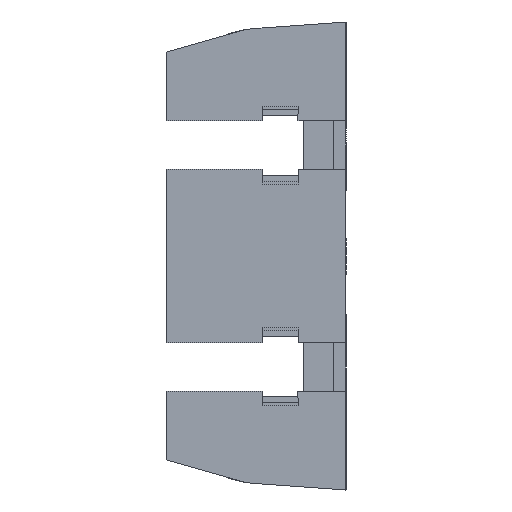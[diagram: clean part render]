
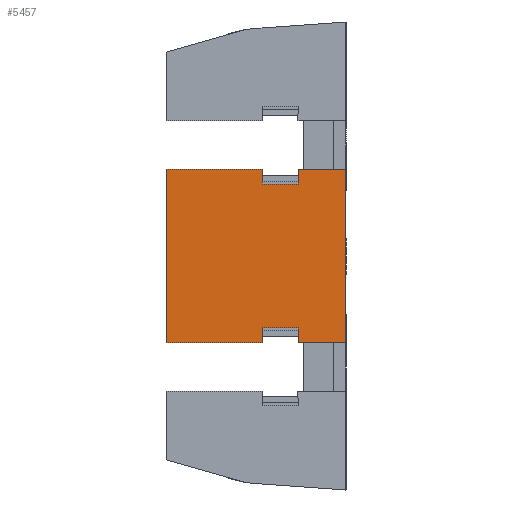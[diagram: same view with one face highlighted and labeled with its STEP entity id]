
A CAD part, left-side view. The second image highlights one B-rep face of the part: STEP entity #5457.
In plain terms, the highlighted planar face has unit normal (-1, 0, 0).
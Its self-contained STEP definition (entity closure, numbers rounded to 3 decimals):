
#20 = VERTEX_POINT ( 'NONE', #936 ) ;
#32 = EDGE_CURVE ( 'NONE', #3748, #4519, #467, .T. ) ;
#55 = ORIENTED_EDGE ( 'NONE', *, *, #1695, .T. ) ;
#59 = DIRECTION ( 'NONE',  ( 0., 0., 1. ) ) ;
#245 = FACE_OUTER_BOUND ( 'NONE', #5558, .T. ) ;
#259 = VERTEX_POINT ( 'NONE', #4495 ) ;
#299 = CARTESIAN_POINT ( 'NONE',  ( -39., 7., 7.249 ) ) ;
#317 = LINE ( 'NONE', #3216, #5181 ) ;
#373 = CARTESIAN_POINT ( 'NONE',  ( -39., 7., 6. ) ) ;
#467 = LINE ( 'NONE', #1816, #5433 ) ;
#477 = VERTEX_POINT ( 'NONE', #2937 ) ;
#486 = AXIS2_PLACEMENT_3D ( 'NONE', #2607, #3469, #1167 ) ;
#503 = LINE ( 'NONE', #5382, #2069 ) ;
#720 = CARTESIAN_POINT ( 'NONE',  ( -39., 15., 7.249 ) ) ;
#754 = VERTEX_POINT ( 'NONE', #299 ) ;
#759 = ORIENTED_EDGE ( 'NONE', *, *, #2180, .T. ) ;
#761 = CARTESIAN_POINT ( 'NONE',  ( -39., 7., -6. ) ) ;
#785 = LINE ( 'NONE', #5098, #3158 ) ;
#789 = CARTESIAN_POINT ( 'NONE',  ( -39., 0., -7.249 ) ) ;
#824 = VECTOR ( 'NONE', #2017, 1000. ) ;
#906 = EDGE_CURVE ( 'NONE', #1525, #259, #1137, .T. ) ;
#936 = CARTESIAN_POINT ( 'NONE',  ( -39., 15., -7.249 ) ) ;
#962 = CARTESIAN_POINT ( 'NONE',  ( -39., 0., -19.5 ) ) ;
#1002 = LINE ( 'NONE', #3275, #3665 ) ;
#1076 = ORIENTED_EDGE ( 'NONE', *, *, #5306, .T. ) ;
#1137 = LINE ( 'NONE', #6050, #3439 ) ;
#1167 = DIRECTION ( 'NONE',  ( 0., 0., -1. ) ) ;
#1237 = EDGE_CURVE ( 'NONE', #259, #754, #1810, .T. ) ;
#1329 = ORIENTED_EDGE ( 'NONE', *, *, #1237, .T. ) ;
#1382 = ORIENTED_EDGE ( 'NONE', *, *, #4865, .T. ) ;
#1410 = DIRECTION ( 'NONE',  ( 0., 0., 1. ) ) ;
#1505 = DIRECTION ( 'NONE',  ( 0., 0., -1. ) ) ;
#1525 = VERTEX_POINT ( 'NONE', #3916 ) ;
#1527 = VERTEX_POINT ( 'NONE', #3847 ) ;
#1618 = EDGE_CURVE ( 'NONE', #754, #2110, #5011, .T. ) ;
#1636 = CARTESIAN_POINT ( 'NONE',  ( -39., 0., 7.249 ) ) ;
#1652 = CARTESIAN_POINT ( 'NONE',  ( -39., 4., -7.249 ) ) ;
#1669 = DIRECTION ( 'NONE',  ( 0., -1., 0. ) ) ;
#1695 = EDGE_CURVE ( 'NONE', #1527, #477, #5947, .T. ) ;
#1781 = DIRECTION ( 'NONE',  ( 0., 1., 0. ) ) ;
#1810 = LINE ( 'NONE', #373, #5499 ) ;
#1816 = CARTESIAN_POINT ( 'NONE',  ( -39., 0., -7.249 ) ) ;
#2017 = DIRECTION ( 'NONE',  ( 0., 0., 1. ) ) ;
#2028 = DIRECTION ( 'NONE',  ( 0., 1., 0. ) ) ;
#2069 = VECTOR ( 'NONE', #1505, 1000. ) ;
#2110 = VERTEX_POINT ( 'NONE', #720 ) ;
#2180 = EDGE_CURVE ( 'NONE', #3280, #3748, #785, .T. ) ;
#2200 = ORIENTED_EDGE ( 'NONE', *, *, #2903, .T. ) ;
#2219 = ORIENTED_EDGE ( 'NONE', *, *, #5044, .T. ) ;
#2311 = CARTESIAN_POINT ( 'NONE',  ( -39., 0., 7.249 ) ) ;
#2475 = ORIENTED_EDGE ( 'NONE', *, *, #5764, .F. ) ;
#2607 = CARTESIAN_POINT ( 'NONE',  ( -39., 7., -19.5 ) ) ;
#2903 = EDGE_CURVE ( 'NONE', #477, #3280, #5917, .T. ) ;
#2937 = CARTESIAN_POINT ( 'NONE',  ( -39., 7., -6. ) ) ;
#3158 = VECTOR ( 'NONE', #5129, 1000. ) ;
#3200 = CARTESIAN_POINT ( 'NONE',  ( -39., 4., 7.249 ) ) ;
#3216 = CARTESIAN_POINT ( 'NONE',  ( -39., 0., -7.249 ) ) ;
#3275 = CARTESIAN_POINT ( 'NONE',  ( -39., 15., 17. ) ) ;
#3280 = VERTEX_POINT ( 'NONE', #4473 ) ;
#3439 = VECTOR ( 'NONE', #2028, 1000. ) ;
#3469 = DIRECTION ( 'NONE',  ( 1., 0., 0. ) ) ;
#3620 = DIRECTION ( 'NONE',  ( 0., 1., 0. ) ) ;
#3665 = VECTOR ( 'NONE', #59, 1000. ) ;
#3677 = LINE ( 'NONE', #5596, #4971 ) ;
#3712 = DIRECTION ( 'NONE',  ( 0., -1., 0. ) ) ;
#3737 = ORIENTED_EDGE ( 'NONE', *, *, #32, .T. ) ;
#3748 = VERTEX_POINT ( 'NONE', #1652 ) ;
#3847 = CARTESIAN_POINT ( 'NONE',  ( -39., 7., -7.249 ) ) ;
#3916 = CARTESIAN_POINT ( 'NONE',  ( -39., 4., 6. ) ) ;
#3926 = LINE ( 'NONE', #962, #824 ) ;
#3969 = PLANE ( 'NONE',  #486 ) ;
#4021 = EDGE_CURVE ( 'NONE', #4519, #5215, #3926, .T. ) ;
#4224 = ORIENTED_EDGE ( 'NONE', *, *, #906, .T. ) ;
#4271 = ORIENTED_EDGE ( 'NONE', *, *, #4021, .T. ) ;
#4453 = VECTOR ( 'NONE', #1669, 1000. ) ;
#4473 = CARTESIAN_POINT ( 'NONE',  ( -39., 4., -6. ) ) ;
#4495 = CARTESIAN_POINT ( 'NONE',  ( -39., 7., 6. ) ) ;
#4511 = CARTESIAN_POINT ( 'NONE',  ( -39., 7., -6. ) ) ;
#4519 = VERTEX_POINT ( 'NONE', #789 ) ;
#4571 = DIRECTION ( 'NONE',  ( 0., 0., 1. ) ) ;
#4865 = EDGE_CURVE ( 'NONE', #5058, #1525, #503, .T. ) ;
#4947 = ORIENTED_EDGE ( 'NONE', *, *, #1618, .T. ) ;
#4971 = VECTOR ( 'NONE', #1781, 1000. ) ;
#5011 = LINE ( 'NONE', #1636, #5766 ) ;
#5044 = EDGE_CURVE ( 'NONE', #5215, #5058, #3677, .T. ) ;
#5058 = VERTEX_POINT ( 'NONE', #3200 ) ;
#5098 = CARTESIAN_POINT ( 'NONE',  ( -39., 4., -6. ) ) ;
#5129 = DIRECTION ( 'NONE',  ( 0., 0., -1. ) ) ;
#5138 = DIRECTION ( 'NONE',  ( 0., -1., 0. ) ) ;
#5181 = VECTOR ( 'NONE', #5138, 1000. ) ;
#5215 = VERTEX_POINT ( 'NONE', #2311 ) ;
#5306 = EDGE_CURVE ( 'NONE', #20, #1527, #317, .T. ) ;
#5382 = CARTESIAN_POINT ( 'NONE',  ( -39., 4., 6. ) ) ;
#5433 = VECTOR ( 'NONE', #3712, 1000. ) ;
#5457 = ADVANCED_FACE ( 'NONE', ( #245 ), #3969, .F. ) ;
#5499 = VECTOR ( 'NONE', #1410, 1000. ) ;
#5558 = EDGE_LOOP ( 'NONE', ( #3737, #4271, #2219, #1382, #4224, #1329, #4947, #2475, #1076, #55, #2200, #759 ) ) ;
#5564 = VECTOR ( 'NONE', #4571, 1000. ) ;
#5596 = CARTESIAN_POINT ( 'NONE',  ( -39., 0., 7.249 ) ) ;
#5764 = EDGE_CURVE ( 'NONE', #20, #2110, #1002, .T. ) ;
#5766 = VECTOR ( 'NONE', #3620, 1000. ) ;
#5917 = LINE ( 'NONE', #4511, #4453 ) ;
#5947 = LINE ( 'NONE', #761, #5564 ) ;
#6050 = CARTESIAN_POINT ( 'NONE',  ( -39., 7., 6. ) ) ;
